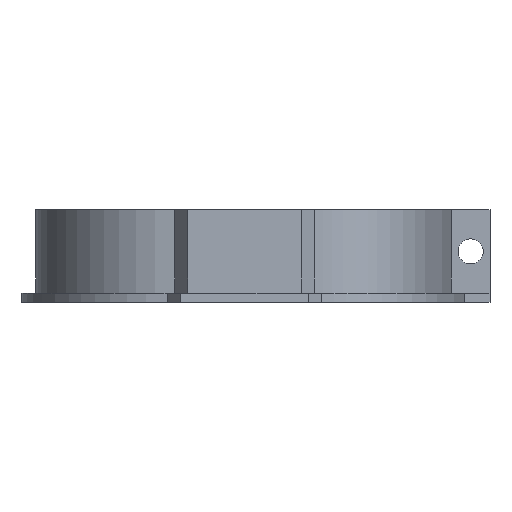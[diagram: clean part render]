
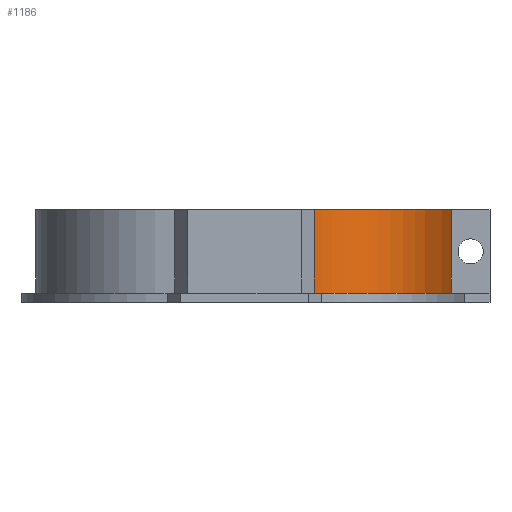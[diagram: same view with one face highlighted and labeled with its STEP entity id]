
A CAD part, left-side view. The second image highlights one B-rep face of the part: STEP entity #1186.
In plain terms, the highlighted free-form (B-spline) face has degree [3, 1] with [8, 2] control points.
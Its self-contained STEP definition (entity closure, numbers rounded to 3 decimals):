
#74=B_SPLINE_CURVE_WITH_KNOTS('',3,(#1707,#1708,#1709,#1710,#1711,#1712,
#1713,#1714,#1715,#1716,#1717,#1718,#1719,#1720),.UNSPECIFIED.,.F.,.F.,
(4,2,2,2,2,2,4),(0.,0.238,0.498,0.628,
0.758,0.888,1.),.UNSPECIFIED.);
#75=B_SPLINE_CURVE_WITH_KNOTS('',3,(#1722,#1723,#1724,#1725,#1726,#1727,
#1728,#1729,#1730,#1731,#1732,#1733,#1734,#1735),.UNSPECIFIED.,.F.,.F.,
(4,2,2,2,2,2,4),(0.,0.238,0.498,0.628,
0.758,0.888,1.),.UNSPECIFIED.);
#163=ORIENTED_EDGE('',*,*,#506,.F.);
#164=ORIENTED_EDGE('',*,*,#505,.F.);
#165=ORIENTED_EDGE('',*,*,#507,.T.);
#166=ORIENTED_EDGE('',*,*,#508,.T.);
#505=EDGE_CURVE('',#672,#671,#787,.T.);
#506=EDGE_CURVE('',#671,#673,#74,.T.);
#507=EDGE_CURVE('',#672,#674,#75,.T.);
#508=EDGE_CURVE('',#674,#673,#788,.T.);
#671=VERTEX_POINT('',#1687);
#672=VERTEX_POINT('',#1689);
#673=VERTEX_POINT('',#1721);
#674=VERTEX_POINT('',#1736);
#787=LINE('',#1690,#919);
#788=LINE('',#1737,#920);
#919=VECTOR('',#1350,1000.);
#920=VECTOR('',#1351,1000.);
#1030=EDGE_LOOP('',(#163,#164,#165,#166));
#1098=FACE_BOUND('',#1030,.T.);
#1156=B_SPLINE_SURFACE_WITH_KNOTS('',3,1,((#1691,#1692),(#1693,#1694),(#1695,
#1696),(#1697,#1698),(#1699,#1700),(#1701,#1702),(#1703,#1704),(#1705,#1706)),
 .SURF_OF_LINEAR_EXTRUSION.,.F.,.F.,.F.,(4,1,1,1,1,4),(2,2),(0.,0.25,0.5,
0.625,0.75,1.),(0.,1.),.UNSPECIFIED.);
#1186=ADVANCED_FACE('',(#1098),#1156,.T.);
#1350=DIRECTION('',(0.,0.,-1.));
#1351=DIRECTION('',(0.,0.,-1.));
#1687=CARTESIAN_POINT('',(84.527,-23.237,0.));
#1689=CARTESIAN_POINT('',(84.527,-23.237,9.));
#1690=CARTESIAN_POINT('',(84.527,-23.237,9.));
#1691=CARTESIAN_POINT('',(84.527,-23.237,9.));
#1692=CARTESIAN_POINT('',(84.527,-23.237,0.));
#1693=CARTESIAN_POINT('',(79.429,-22.999,9.));
#1694=CARTESIAN_POINT('',(79.429,-22.999,0.));
#1695=CARTESIAN_POINT('',(70.676,-22.155,9.));
#1696=CARTESIAN_POINT('',(70.676,-22.155,0.));
#1697=CARTESIAN_POINT('',(63.013,-19.983,9.));
#1698=CARTESIAN_POINT('',(63.013,-19.983,0.));
#1699=CARTESIAN_POINT('',(58.655,-17.374,9.));
#1700=CARTESIAN_POINT('',(58.655,-17.374,0.));
#1701=CARTESIAN_POINT('',(55.461,-14.08,9.));
#1702=CARTESIAN_POINT('',(55.461,-14.08,0.));
#1703=CARTESIAN_POINT('',(54.482,-10.845,9.));
#1704=CARTESIAN_POINT('',(54.482,-10.845,0.));
#1705=CARTESIAN_POINT('',(54.401,-8.427,9.));
#1706=CARTESIAN_POINT('',(54.401,-8.427,0.));
#1707=CARTESIAN_POINT('',(84.527,-23.237,0.));
#1708=CARTESIAN_POINT('',(79.665,-23.01,0.));
#1709=CARTESIAN_POINT('',(75.459,-22.616,0.));
#1710=CARTESIAN_POINT('',(67.922,-21.371,0.));
#1711=CARTESIAN_POINT('',(64.704,-20.482,0.));
#1712=CARTESIAN_POINT('',(60.832,-18.682,0.));
#1713=CARTESIAN_POINT('',(59.701,-18.003,0.));
#1714=CARTESIAN_POINT('',(57.756,-16.46,0.));
#1715=CARTESIAN_POINT('',(56.94,-15.597,0.));
#1716=CARTESIAN_POINT('',(55.646,-13.684,0.));
#1717=CARTESIAN_POINT('',(55.167,-12.634,0.));
#1718=CARTESIAN_POINT('',(54.584,-10.537,0.));
#1719=CARTESIAN_POINT('',(54.437,-9.51,0.));
#1720=CARTESIAN_POINT('',(54.401,-8.427,0.));
#1721=CARTESIAN_POINT('',(54.401,-8.427,0.));
#1722=CARTESIAN_POINT('',(84.527,-23.237,9.));
#1723=CARTESIAN_POINT('',(79.665,-23.01,9.));
#1724=CARTESIAN_POINT('',(75.459,-22.616,9.));
#1725=CARTESIAN_POINT('',(67.922,-21.371,9.));
#1726=CARTESIAN_POINT('',(64.704,-20.482,9.));
#1727=CARTESIAN_POINT('',(60.832,-18.682,9.));
#1728=CARTESIAN_POINT('',(59.701,-18.003,9.));
#1729=CARTESIAN_POINT('',(57.756,-16.46,9.));
#1730=CARTESIAN_POINT('',(56.94,-15.597,9.));
#1731=CARTESIAN_POINT('',(55.646,-13.684,9.));
#1732=CARTESIAN_POINT('',(55.167,-12.634,9.));
#1733=CARTESIAN_POINT('',(54.584,-10.537,9.));
#1734=CARTESIAN_POINT('',(54.437,-9.51,9.));
#1735=CARTESIAN_POINT('',(54.401,-8.427,9.));
#1736=CARTESIAN_POINT('',(54.401,-8.427,9.));
#1737=CARTESIAN_POINT('',(54.401,-8.427,9.));
